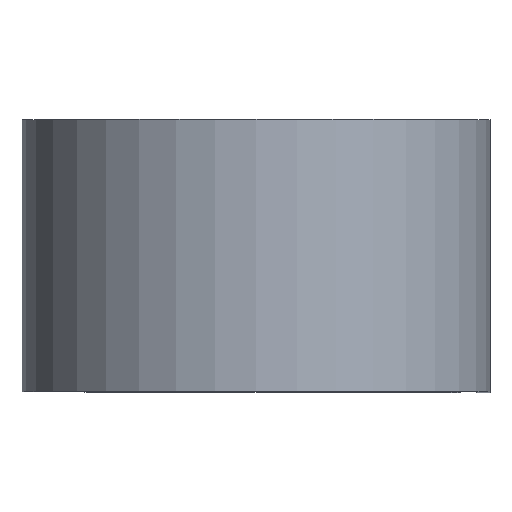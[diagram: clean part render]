
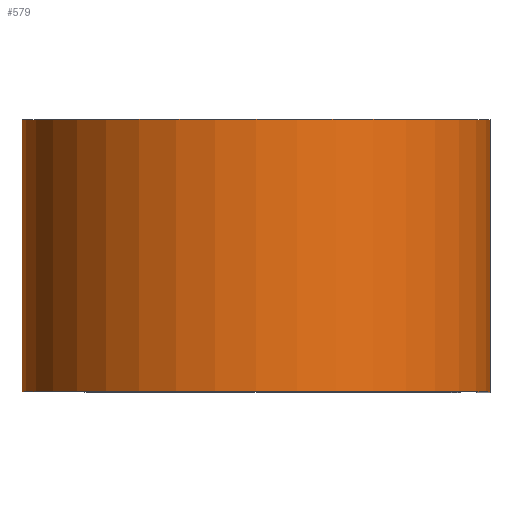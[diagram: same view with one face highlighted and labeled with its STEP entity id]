
A CAD part, top view. The second image highlights one B-rep face of the part: STEP entity #579.
In plain terms, the highlighted cylindrical face has radius 21.857 mm (diameter 43.713 mm), a partial arc.
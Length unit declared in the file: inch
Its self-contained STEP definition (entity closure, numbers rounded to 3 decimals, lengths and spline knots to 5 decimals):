
#10 = AXIS2_PLACEMENT_3D ( 'NONE', #387, #390, #469 ) ;
#18 = ORIENTED_EDGE ( 'NONE', *, *, #255, .F. ) ;
#63 = FACE_OUTER_BOUND ( 'NONE', #688, .T. ) ;
#73 = LINE ( 'NONE', #598, #195 ) ;
#94 = EDGE_CURVE ( 'NONE', #427, #506, #193, .T. ) ;
#99 = DIRECTION ( 'NONE',  ( 0., -1., 0. ) ) ;
#119 = CYLINDRICAL_SURFACE ( 'NONE', #10, 0.8605 ) ;
#175 = CARTESIAN_POINT ( 'NONE',  ( 0., 0.5, -0.8605 ) ) ;
#183 = CIRCLE ( 'NONE', #215, 0.8605 ) ;
#193 = LINE ( 'NONE', #201, #462 ) ;
#195 = VECTOR ( 'NONE', #651, 39.37008 ) ;
#201 = CARTESIAN_POINT ( 'NONE',  ( 0., 0.5, -0.8605 ) ) ;
#215 = AXIS2_PLACEMENT_3D ( 'NONE', #576, #577, #580 ) ;
#255 = EDGE_CURVE ( 'NONE', #427, #710, #456, .T. ) ;
#305 = ORIENTED_EDGE ( 'NONE', *, *, #94, .T. ) ;
#338 = ORIENTED_EDGE ( 'NONE', *, *, #640, .T. ) ;
#387 = CARTESIAN_POINT ( 'NONE',  ( 0., 0.5, 0. ) ) ;
#390 = DIRECTION ( 'NONE',  ( 0., -1., 0. ) ) ;
#422 = CARTESIAN_POINT ( 'NONE',  ( 0., -0.5, -0.8605 ) ) ;
#427 = VERTEX_POINT ( 'NONE', #175 ) ;
#456 = CIRCLE ( 'NONE', #523, 0.8605 ) ;
#462 = VECTOR ( 'NONE', #99, 39.37008 ) ;
#469 = DIRECTION ( 'NONE',  ( 0., 0., -1. ) ) ;
#494 = CARTESIAN_POINT ( 'NONE',  ( 0.8605, -0.5, 0. ) ) ;
#506 = VERTEX_POINT ( 'NONE', #422 ) ;
#523 = AXIS2_PLACEMENT_3D ( 'NONE', #695, #629, #649 ) ;
#528 = EDGE_CURVE ( 'NONE', #710, #673, #73, .T. ) ;
#576 = CARTESIAN_POINT ( 'NONE',  ( 0., -0.5, 0. ) ) ;
#577 = DIRECTION ( 'NONE',  ( 0., 1., 0. ) ) ;
#579 = ADVANCED_FACE ( 'NONE', ( #63 ), #119, .T. ) ;
#580 = DIRECTION ( 'NONE',  ( 1., 0., 0. ) ) ;
#592 = CARTESIAN_POINT ( 'NONE',  ( 0.8605, 0.5, 0. ) ) ;
#598 = CARTESIAN_POINT ( 'NONE',  ( 0.8605, 0.5, 0. ) ) ;
#608 = ORIENTED_EDGE ( 'NONE', *, *, #528, .F. ) ;
#629 = DIRECTION ( 'NONE',  ( 0., 1., 0. ) ) ;
#640 = EDGE_CURVE ( 'NONE', #506, #673, #183, .T. ) ;
#649 = DIRECTION ( 'NONE',  ( 1., 0., 0. ) ) ;
#651 = DIRECTION ( 'NONE',  ( 0., -1., 0. ) ) ;
#673 = VERTEX_POINT ( 'NONE', #494 ) ;
#688 = EDGE_LOOP ( 'NONE', ( #338, #608, #18, #305 ) ) ;
#695 = CARTESIAN_POINT ( 'NONE',  ( 0., 0.5, 0. ) ) ;
#710 = VERTEX_POINT ( 'NONE', #592 ) ;
